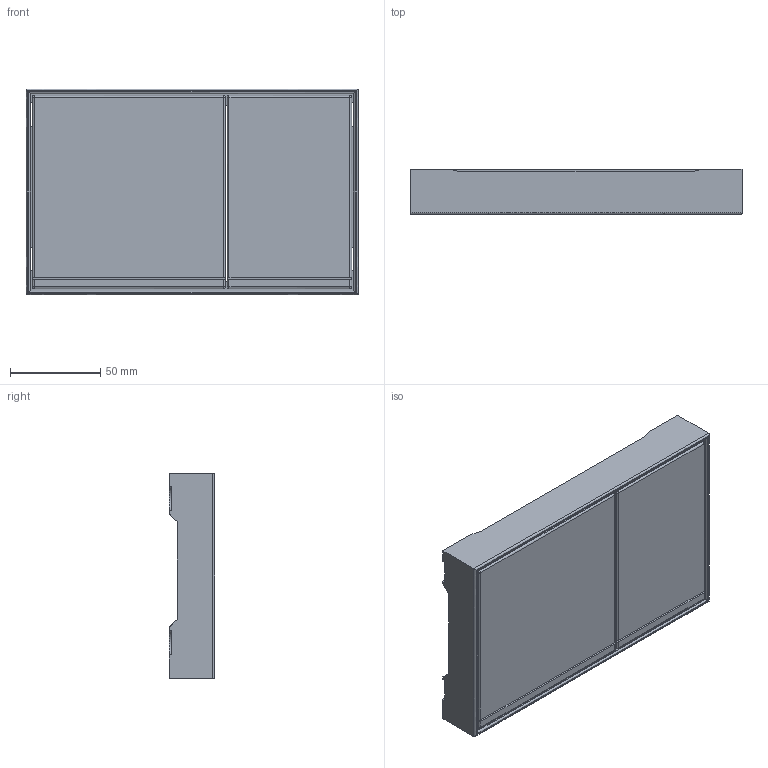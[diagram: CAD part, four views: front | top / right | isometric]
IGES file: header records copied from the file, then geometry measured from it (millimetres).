
Global section: file name: 115081; native system: Autodesk Inventor 2018; preprocessor: unknown; author: JANAN; date: 20211008.092106; units: millimetre
Bounding box: 184 x 25.2 x 114 mm (x, y, z)
Volume: 146227.6 mm3; surface area: 81355.6 mm2
Topology: 5 solids, 5 shells, 154 faces, 408 edges, 260 vertices
Faces by surface type: bspline 154
